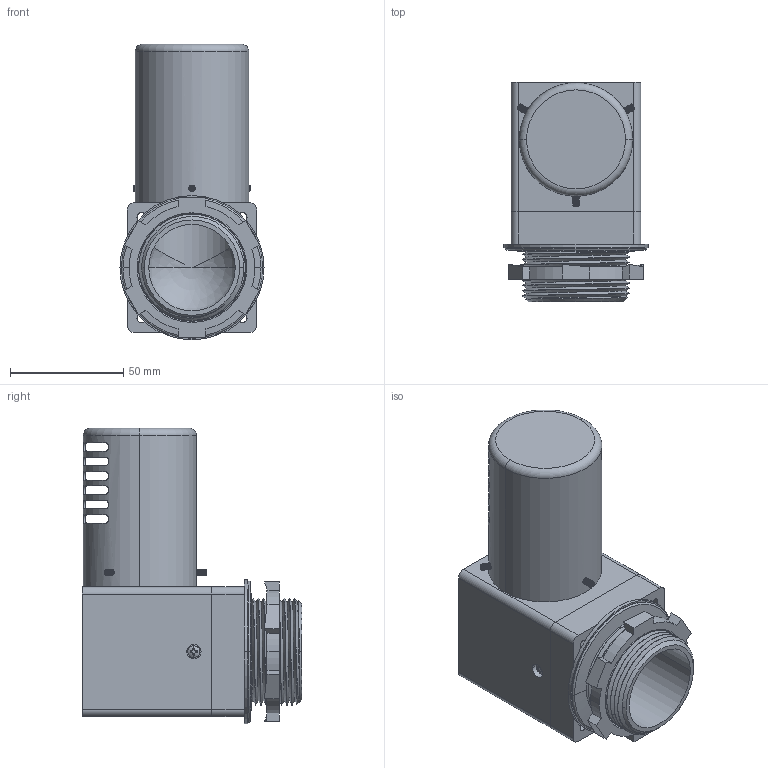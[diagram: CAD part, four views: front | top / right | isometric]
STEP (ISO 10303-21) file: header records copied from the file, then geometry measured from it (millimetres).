
FILE_DESCRIPTION((''),'2;1');
FILE_NAME('CAD-B0J7','2021-03-19T14:27:57',('dfuhrer'),(''),'CREO PARAMETRIC BY PTC INC, 2019292','CREO PARAMETRIC BY PTC INC, 2019292','');
FILE_SCHEMA(('AUTOMOTIVE_DESIGN { 1 0 10303 214 1 1 1 1 }'));
Length unit declared in the file: millimetre
Products named in the file (1): CAD-B0J7
Bounding box: 63.5 x 96.82 x 130.18 mm (x, y, z)
Surface area: 73867 mm2 (no closed solid volume)
Topology: 0 solids, 22 shells, 249 faces, 1140 edges, 890 vertices
Faces by surface type: plane 98, cylinder 82, cone 34, bspline 22, sphere 7, torus 6
Entity records: 38608 total; most frequent: CARTESIAN_POINT 28479, ORIENTED_EDGE 1667, DIRECTION 1461, EDGE_CURVE 1135, VERTEX_POINT 890, AXIS2_PLACEMENT_3D 570, B_SPLINE_CURVE_WITH_KNOTS 471, CIRCLE 343
